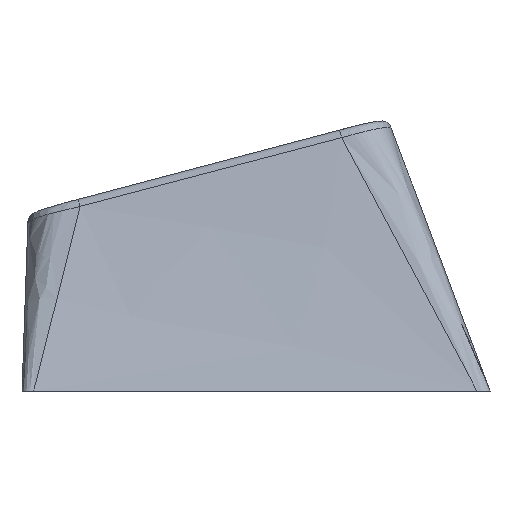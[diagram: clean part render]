
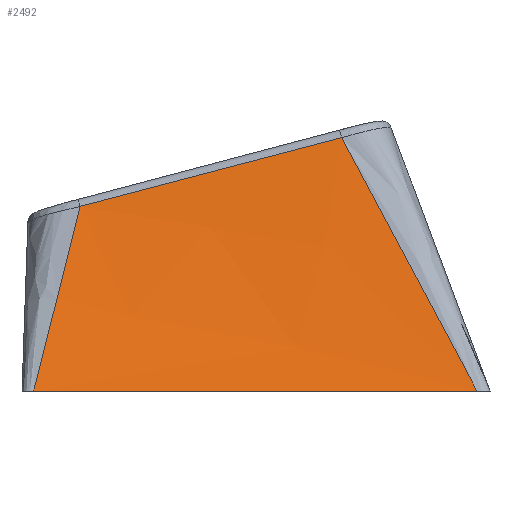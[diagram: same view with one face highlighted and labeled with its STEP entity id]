
A CAD part, left-side view. The second image highlights one B-rep face of the part: STEP entity #2492.
In plain terms, the highlighted free-form (B-spline) face has degree [3, 1] with [4, 2] control points.
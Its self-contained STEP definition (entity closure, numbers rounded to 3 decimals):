
#43=B_SPLINE_SURFACE_WITH_KNOTS('',3,1,((#3929,#3930),(#3931,#3932),(#3933,
#3934),(#3935,#3936)),.UNSPECIFIED.,.F.,.F.,.F.,(4,4),(2,2),(0.,11.722),
(-72.4,-52.723),.UNSPECIFIED.);
#73=B_SPLINE_CURVE_WITH_KNOTS('',3,(#3939,#3940,#3941,#3942,#3943,#3944,
#3945,#3946,#3947,#3948),.UNSPECIFIED.,.F.,.F.,(4,2,2,2,4),(-0.076,
2.633,5.345,8.063,10.377),
 .UNSPECIFIED.);
#74=B_SPLINE_CURVE_WITH_KNOTS('',3,(#3949,#3950,#3951,#3952,#3953,#3954,
#3955,#3956,#3957,#3958,#3959,#3960,#3961,#3962,#3963,#3964,#3965,#3966,
#3967),.UNSPECIFIED.,.F.,.F.,(4,3,3,3,3,3,4),(-0.307,1.817,
3.887,5.609,7.155,7.666,7.872),
 .UNSPECIFIED.);
#75=B_SPLINE_CURVE_WITH_KNOTS('',3,(#3968,#3969,#3970,#3971),
 .UNSPECIFIED.,.F.,.F.,(4,4),(0.183,11.742),
 .UNSPECIFIED.);
#206=FACE_OUTER_BOUND('',#350,.T.);
#350=EDGE_LOOP('',(#1920,#1921,#1922,#1923));
#610=LINE('',#3893,#895);
#895=VECTOR('',#3127,10.);
#1139=VERTEX_POINT('',#3877);
#1140=VERTEX_POINT('',#3892);
#1147=VERTEX_POINT('',#3937);
#1148=VERTEX_POINT('',#3938);
#1434=EDGE_CURVE('',#1139,#1140,#610,.F.);
#1442=EDGE_CURVE('',#1147,#1148,#73,.T.);
#1443=EDGE_CURVE('',#1148,#1140,#74,.T.);
#1444=EDGE_CURVE('',#1139,#1147,#75,.F.);
#1920=ORIENTED_EDGE('',*,*,#1442,.T.);
#1921=ORIENTED_EDGE('',*,*,#1443,.T.);
#1922=ORIENTED_EDGE('',*,*,#1434,.F.);
#1923=ORIENTED_EDGE('',*,*,#1444,.T.);
#2492=ADVANCED_FACE('',(#206),#43,.T.);
#3127=DIRECTION('',(0.,-1.,0.));
#3877=CARTESIAN_POINT('',(-18.575,-10.415,-47.));
#3892=CARTESIAN_POINT('',(-18.575,6.73,-47.));
#3893=CARTESIAN_POINT('',(-18.575,6.73,-47.));
#3929=CARTESIAN_POINT('Ctrl Pts',(-15.55,6.942,-40.077));
#3930=CARTESIAN_POINT('Ctrl Pts',(-15.55,-6.929,-36.4));
#3931=CARTESIAN_POINT('Ctrl Pts',(-16.558,7.023,-42.385));
#3932=CARTESIAN_POINT('Ctrl Pts',(-16.558,-8.258,-39.933));
#3933=CARTESIAN_POINT('Ctrl Pts',(-17.567,7.103,-44.692));
#3934=CARTESIAN_POINT('Ctrl Pts',(-17.567,-9.587,-43.467));
#3935=CARTESIAN_POINT('Ctrl Pts',(-18.575,7.184,-47.));
#3936=CARTESIAN_POINT('Ctrl Pts',(-18.575,-10.916,-47.));
#3937=CARTESIAN_POINT('',(-15.642,-5.173,-37.202));
#3938=CARTESIAN_POINT('',(-15.674,4.936,-39.855));
#3939=CARTESIAN_POINT('Ctrl Pts',(-15.642,-5.173,-37.202));
#3940=CARTESIAN_POINT('Ctrl Pts',(-15.644,-4.299,-37.432));
#3941=CARTESIAN_POINT('Ctrl Pts',(-15.647,-3.426,-37.661));
#3942=CARTESIAN_POINT('Ctrl Pts',(-15.651,-1.679,-38.121));
#3943=CARTESIAN_POINT('Ctrl Pts',(-15.654,-0.804,
-38.35));
#3944=CARTESIAN_POINT('Ctrl Pts',(-15.659,0.946,-38.81));
#3945=CARTESIAN_POINT('Ctrl Pts',(-15.662,1.823,-39.04));
#3946=CARTESIAN_POINT('Ctrl Pts',(-15.668,3.445,-39.465));
#3947=CARTESIAN_POINT('Ctrl Pts',(-15.671,4.191,-39.66));
#3948=CARTESIAN_POINT('Ctrl Pts',(-15.674,4.936,-39.855));
#3949=CARTESIAN_POINT('Ctrl Pts',(-15.674,4.936,-39.855));
#3950=CARTESIAN_POINT('Ctrl Pts',(-15.906,5.089,-40.471));
#3951=CARTESIAN_POINT('Ctrl Pts',(-16.143,5.243,-41.088));
#3952=CARTESIAN_POINT('Ctrl Pts',(-16.386,5.398,-41.706));
#3953=CARTESIAN_POINT('Ctrl Pts',(-16.623,5.548,-42.308));
#3954=CARTESIAN_POINT('Ctrl Pts',(-16.865,5.7,-42.911));
#3955=CARTESIAN_POINT('Ctrl Pts',(-17.111,5.851,-43.514));
#3956=CARTESIAN_POINT('Ctrl Pts',(-17.315,5.977,-44.016));
#3957=CARTESIAN_POINT('Ctrl Pts',(-17.523,6.104,-44.518));
#3958=CARTESIAN_POINT('Ctrl Pts',(-17.733,6.23,-45.02));
#3959=CARTESIAN_POINT('Ctrl Pts',(-17.922,6.344,-45.471));
#3960=CARTESIAN_POINT('Ctrl Pts',(-18.113,6.458,-45.922));
#3961=CARTESIAN_POINT('Ctrl Pts',(-18.306,6.572,-46.373));
#3962=CARTESIAN_POINT('Ctrl Pts',(-18.369,6.609,-46.522));
#3963=CARTESIAN_POINT('Ctrl Pts',(-18.433,6.647,-46.671));
#3964=CARTESIAN_POINT('Ctrl Pts',(-18.497,6.685,-46.819));
#3965=CARTESIAN_POINT('Ctrl Pts',(-18.523,6.7,-46.88));
#3966=CARTESIAN_POINT('Ctrl Pts',(-18.549,6.715,-46.94));
#3967=CARTESIAN_POINT('Ctrl Pts',(-18.575,6.73,-47.));
#3968=CARTESIAN_POINT('Ctrl Pts',(-15.642,-5.173,-37.202));
#3969=CARTESIAN_POINT('Ctrl Pts',(-16.665,-6.923,-40.47));
#3970=CARTESIAN_POINT('Ctrl Pts',(-17.634,-8.67,-43.735));
#3971=CARTESIAN_POINT('Ctrl Pts',(-18.575,-10.415,-47.));
